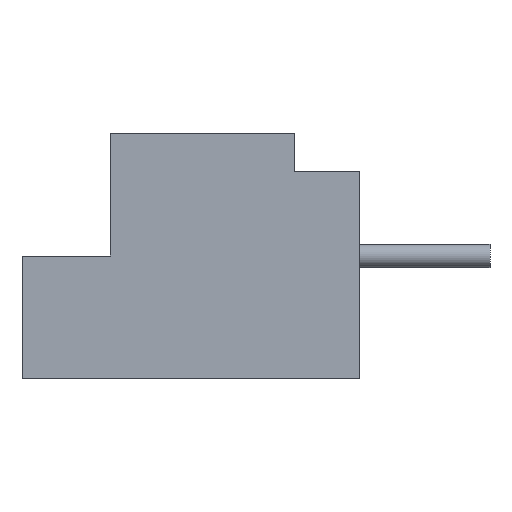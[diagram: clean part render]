
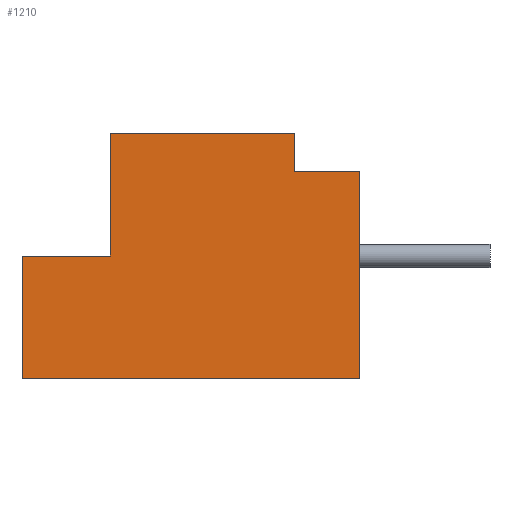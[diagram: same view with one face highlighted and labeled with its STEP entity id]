
A CAD part, left-side view. The second image highlights one B-rep face of the part: STEP entity #1210.
In plain terms, the highlighted planar face has unit normal (-1, 0, 0).
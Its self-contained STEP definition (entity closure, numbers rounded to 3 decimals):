
#300 = DIRECTION ( 'NONE',  ( 0., 1., 0. ) ) ;
#301 = DIRECTION ( 'NONE',  ( 1., 0., 0. ) ) ;
#302 = CARTESIAN_POINT ( 'NONE',  ( -8.75, 8.8, 3.2 ) ) ;
#303 = AXIS2_PLACEMENT_3D ( 'NONE', #302, #301, #300 ) ;
#304 = PLANE ( 'NONE',  #303 ) ;
#319 = FACE_OUTER_BOUND ( 'NONE', #1011, .T. ) ;
#424 = VERTEX_POINT ( 'NONE', #1436 ) ;
#655 = ORIENTED_EDGE ( 'NONE', *, *, #1019, .F. ) ;
#758 = VERTEX_POINT ( 'NONE', #2164 ) ;
#760 = EDGE_CURVE ( 'NONE', #758, #761, #2163, .T. ) ;
#761 = VERTEX_POINT ( 'NONE', #2159 ) ;
#865 = EDGE_CURVE ( 'NONE', #866, #424, #2889, .T. ) ;
#866 = VERTEX_POINT ( 'NONE', #2885 ) ;
#888 = VERTEX_POINT ( 'NONE', #2944 ) ;
#994 = ORIENTED_EDGE ( 'NONE', *, *, #865, .T. ) ;
#995 = ORIENTED_EDGE ( 'NONE', *, *, #996, .T. ) ;
#996 = EDGE_CURVE ( 'NONE', #424, #761, #3173, .T. ) ;
#997 = ORIENTED_EDGE ( 'NONE', *, *, #760, .F. ) ;
#1008 = EDGE_CURVE ( 'NONE', #888, #1009, #3059, .T. ) ;
#1009 = VERTEX_POINT ( 'NONE', #3103 ) ;
#1011 = EDGE_LOOP ( 'NONE', ( #655, #1021, #1023, #1024, #1027, #994, #995, #997 ) ) ;
#1019 = EDGE_CURVE ( 'NONE', #1020, #758, #3233, .T. ) ;
#1020 = VERTEX_POINT ( 'NONE', #3229 ) ;
#1021 = ORIENTED_EDGE ( 'NONE', *, *, #1022, .T. ) ;
#1022 = EDGE_CURVE ( 'NONE', #1020, #1009, #3243, .T. ) ;
#1023 = ORIENTED_EDGE ( 'NONE', *, *, #1008, .F. ) ;
#1024 = ORIENTED_EDGE ( 'NONE', *, *, #1025, .T. ) ;
#1025 = EDGE_CURVE ( 'NONE', #888, #1026, #3442, .T. ) ;
#1026 = VERTEX_POINT ( 'NONE', #3316 ) ;
#1027 = ORIENTED_EDGE ( 'NONE', *, *, #1028, .T. ) ;
#1028 = EDGE_CURVE ( 'NONE', #1026, #866, #3321, .T. ) ;
#1210 = ADVANCED_FACE ( 'NONE', ( #319 ), #304, .F. ) ;
#1436 = CARTESIAN_POINT ( 'NONE',  ( -8.75, 8.8, -3.2 ) ) ;
#2159 = CARTESIAN_POINT ( 'NONE',  ( -8.75, 0., -3.2 ) ) ;
#2160 = DIRECTION ( 'NONE',  ( 0., 0., -1. ) ) ;
#2161 = VECTOR ( 'NONE', #2160, 1000. ) ;
#2162 = CARTESIAN_POINT ( 'NONE',  ( -8.75, 0., 3.2 ) ) ;
#2163 = LINE ( 'NONE', #2162, #2161 ) ;
#2164 = CARTESIAN_POINT ( 'NONE',  ( -8.75, 0., 2.2 ) ) ;
#2885 = CARTESIAN_POINT ( 'NONE',  ( -8.75, 8.8, 0. ) ) ;
#2886 = DIRECTION ( 'NONE',  ( 0., 0., -1. ) ) ;
#2887 = VECTOR ( 'NONE', #2886, 1000. ) ;
#2888 = CARTESIAN_POINT ( 'NONE',  ( -8.75, 8.8, 3.2 ) ) ;
#2889 = LINE ( 'NONE', #2888, #2887 ) ;
#2944 = CARTESIAN_POINT ( 'NONE',  ( -8.75, 6.5, 3.2 ) ) ;
#3056 = DIRECTION ( 'NONE',  ( 0., -1., 0. ) ) ;
#3057 = VECTOR ( 'NONE', #3056, 1000. ) ;
#3058 = CARTESIAN_POINT ( 'NONE',  ( -8.75, 8.8, 3.2 ) ) ;
#3059 = LINE ( 'NONE', #3058, #3057 ) ;
#3103 = CARTESIAN_POINT ( 'NONE',  ( -8.75, 1.7, 3.2 ) ) ;
#3170 = DIRECTION ( 'NONE',  ( 0., -1., 0. ) ) ;
#3171 = VECTOR ( 'NONE', #3170, 1000. ) ;
#3172 = CARTESIAN_POINT ( 'NONE',  ( -8.75, 8.8, -3.2 ) ) ;
#3173 = LINE ( 'NONE', #3172, #3171 ) ;
#3229 = CARTESIAN_POINT ( 'NONE',  ( -8.75, 1.7, 2.2 ) ) ;
#3230 = DIRECTION ( 'NONE',  ( 0., -1., 0. ) ) ;
#3231 = VECTOR ( 'NONE', #3230, 1000. ) ;
#3232 = CARTESIAN_POINT ( 'NONE',  ( -8.75, 1.7, 2.2 ) ) ;
#3233 = LINE ( 'NONE', #3232, #3231 ) ;
#3243 = LINE ( 'NONE', #3303, #3416 ) ;
#3244 = DIRECTION ( 'NONE',  ( 0., 1., 0. ) ) ;
#3245 = VECTOR ( 'NONE', #3244, 1000. ) ;
#3246 = CARTESIAN_POINT ( 'NONE',  ( -8.75, 8.8, 0. ) ) ;
#3303 = CARTESIAN_POINT ( 'NONE',  ( -8.75, 1.7, 2.2 ) ) ;
#3315 = CARTESIAN_POINT ( 'NONE',  ( -8.75, 6.5, 3.2 ) ) ;
#3316 = CARTESIAN_POINT ( 'NONE',  ( -8.75, 6.5, 0. ) ) ;
#3317 = DIRECTION ( 'NONE',  ( 0., 0., -1. ) ) ;
#3318 = VECTOR ( 'NONE', #3317, 1000. ) ;
#3321 = LINE ( 'NONE', #3246, #3245 ) ;
#3415 = DIRECTION ( 'NONE',  ( 0., 0., 1. ) ) ;
#3416 = VECTOR ( 'NONE', #3415, 1000. ) ;
#3442 = LINE ( 'NONE', #3315, #3318 ) ;
